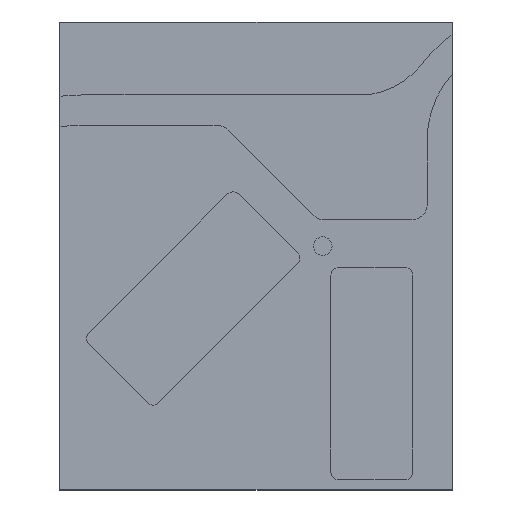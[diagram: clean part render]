
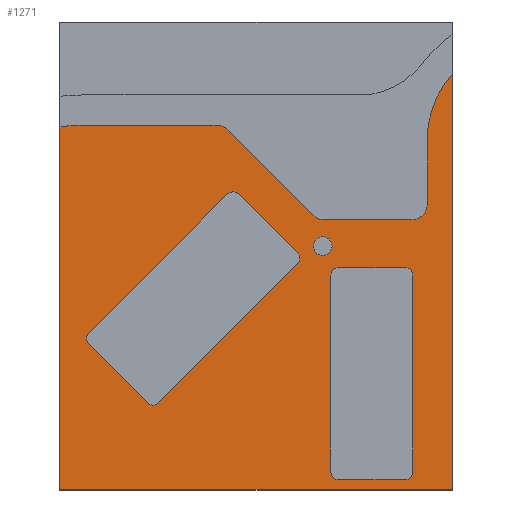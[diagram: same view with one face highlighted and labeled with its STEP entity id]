
A CAD part, top view. The second image highlights one B-rep face of the part: STEP entity #1271.
In plain terms, the highlighted planar face has unit normal (0, 0, 1).
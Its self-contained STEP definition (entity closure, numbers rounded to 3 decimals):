
#972 = VERTEX_POINT('',#973);
#973 = CARTESIAN_POINT('',(177.18,-1878.341,0.5));
#978 = EDGE_CURVE('',#972,#979,#981,.T.);
#979 = VERTEX_POINT('',#980);
#980 = CARTESIAN_POINT('',(177.18,-1890.055,0.5));
#981 = LINE('',#982,#983);
#982 = CARTESIAN_POINT('',(177.18,-1874.959,0.5));
#983 = VECTOR('',#984,1.);
#984 = DIRECTION('',(0.,-1.,0.));
#1252 = EDGE_CURVE('',#979,#1253,#1255,.T.);
#1253 = VERTEX_POINT('',#1254);
#1254 = CARTESIAN_POINT('',(189.828,-1890.055,0.5));
#1255 = LINE('',#1256,#1257);
#1256 = CARTESIAN_POINT('',(177.18,-1890.055,0.5));
#1257 = VECTOR('',#1258,1.);
#1258 = DIRECTION('',(1.,0.,0.));
#1271 = ADVANCED_FACE('',(#1272,#1359,#1429,#1499),#1510,.T.);
#1272 = FACE_BOUND('',#1273,.T.);
#1273 = EDGE_LOOP('',(#1274,#1283,#1284,#1285,#1293,#1302,#1310,#1319,
    #1327,#1336,#1344,#1353));
#1274 = ORIENTED_EDGE('',*,*,#1275,.T.);
#1275 = EDGE_CURVE('',#1276,#972,#1278,.T.);
#1276 = VERTEX_POINT('',#1277);
#1277 = CARTESIAN_POINT('',(177.942,-1878.292,0.5));
#1278 = CIRCLE('',#1279,6.004);
#1279 = AXIS2_PLACEMENT_3D('',#1280,#1281,#1282);
#1280 = CARTESIAN_POINT('',(177.942,-1884.296,0.5));
#1281 = DIRECTION('',(0.,0.,1.));
#1282 = DIRECTION('',(1.,0.,0.));
#1283 = ORIENTED_EDGE('',*,*,#978,.T.);
#1284 = ORIENTED_EDGE('',*,*,#1252,.T.);
#1285 = ORIENTED_EDGE('',*,*,#1286,.T.);
#1286 = EDGE_CURVE('',#1253,#1287,#1289,.T.);
#1287 = VERTEX_POINT('',#1288);
#1288 = CARTESIAN_POINT('',(189.828,-1876.645,0.5));
#1289 = LINE('',#1290,#1291);
#1290 = CARTESIAN_POINT('',(189.828,-1890.055,0.5));
#1291 = VECTOR('',#1292,1.);
#1292 = DIRECTION('',(0.,1.,0.));
#1293 = ORIENTED_EDGE('',*,*,#1294,.T.);
#1294 = EDGE_CURVE('',#1287,#1295,#1297,.T.);
#1295 = VERTEX_POINT('',#1296);
#1296 = CARTESIAN_POINT('',(189.025,-1878.759,0.5));
#1297 = CIRCLE('',#1298,3.185);
#1298 = AXIS2_PLACEMENT_3D('',#1299,#1300,#1301);
#1299 = CARTESIAN_POINT('',(192.21,-1878.759,0.5));
#1300 = DIRECTION('',(0.,0.,1.));
#1301 = DIRECTION('',(1.,0.,0.));
#1302 = ORIENTED_EDGE('',*,*,#1303,.T.);
#1303 = EDGE_CURVE('',#1295,#1304,#1306,.T.);
#1304 = VERTEX_POINT('',#1305);
#1305 = CARTESIAN_POINT('',(189.025,-1880.842,0.5));
#1306 = LINE('',#1307,#1308);
#1307 = CARTESIAN_POINT('',(189.025,-1878.759,0.5));
#1308 = VECTOR('',#1309,1.);
#1309 = DIRECTION('',(0.,-1.,0.));
#1310 = ORIENTED_EDGE('',*,*,#1311,.F.);
#1311 = EDGE_CURVE('',#1312,#1304,#1314,.T.);
#1312 = VERTEX_POINT('',#1313);
#1313 = CARTESIAN_POINT('',(188.527,-1881.34,0.5));
#1314 = CIRCLE('',#1315,0.498);
#1315 = AXIS2_PLACEMENT_3D('',#1316,#1317,#1318);
#1316 = CARTESIAN_POINT('',(188.527,-1880.842,0.5));
#1317 = DIRECTION('',(0.,0.,1.));
#1318 = DIRECTION('',(1.,0.,0.));
#1319 = ORIENTED_EDGE('',*,*,#1320,.T.);
#1320 = EDGE_CURVE('',#1312,#1321,#1323,.T.);
#1321 = VERTEX_POINT('',#1322);
#1322 = CARTESIAN_POINT('',(185.715,-1881.34,0.5));
#1323 = LINE('',#1324,#1325);
#1324 = CARTESIAN_POINT('',(188.527,-1881.34,0.5));
#1325 = VECTOR('',#1326,1.);
#1326 = DIRECTION('',(-1.,0.,0.));
#1327 = ORIENTED_EDGE('',*,*,#1328,.F.);
#1328 = EDGE_CURVE('',#1329,#1321,#1331,.T.);
#1329 = VERTEX_POINT('',#1330);
#1330 = CARTESIAN_POINT('',(185.363,-1881.194,0.5));
#1331 = CIRCLE('',#1332,0.498);
#1332 = AXIS2_PLACEMENT_3D('',#1333,#1334,#1335);
#1333 = CARTESIAN_POINT('',(185.715,-1880.842,0.5));
#1334 = DIRECTION('',(0.,0.,1.));
#1335 = DIRECTION('',(1.,0.,0.));
#1336 = ORIENTED_EDGE('',*,*,#1337,.T.);
#1337 = EDGE_CURVE('',#1329,#1338,#1340,.T.);
#1338 = VERTEX_POINT('',#1339);
#1339 = CARTESIAN_POINT('',(182.613,-1878.444,0.5));
#1340 = LINE('',#1341,#1342);
#1341 = CARTESIAN_POINT('',(185.363,-1881.194,0.5));
#1342 = VECTOR('',#1343,1.);
#1343 = DIRECTION('',(-0.707,0.707,0.));
#1344 = ORIENTED_EDGE('',*,*,#1345,.T.);
#1345 = EDGE_CURVE('',#1338,#1346,#1348,.T.);
#1346 = VERTEX_POINT('',#1347);
#1347 = CARTESIAN_POINT('',(182.246,-1878.292,0.5));
#1348 = CIRCLE('',#1349,0.518);
#1349 = AXIS2_PLACEMENT_3D('',#1350,#1351,#1352);
#1350 = CARTESIAN_POINT('',(182.246,-1878.81,0.5));
#1351 = DIRECTION('',(0.,0.,1.));
#1352 = DIRECTION('',(1.,0.,0.));
#1353 = ORIENTED_EDGE('',*,*,#1354,.T.);
#1354 = EDGE_CURVE('',#1346,#1276,#1355,.T.);
#1355 = LINE('',#1356,#1357);
#1356 = CARTESIAN_POINT('',(182.246,-1878.292,0.5));
#1357 = VECTOR('',#1358,1.);
#1358 = DIRECTION('',(-1.,0.,0.));
#1359 = FACE_BOUND('',#1360,.T.);
#1360 = EDGE_LOOP('',(#1361,#1372,#1380,#1389,#1397,#1406,#1414,#1423));
#1361 = ORIENTED_EDGE('',*,*,#1362,.F.);
#1362 = EDGE_CURVE('',#1363,#1365,#1367,.T.);
#1363 = VERTEX_POINT('',#1364);
#1364 = CARTESIAN_POINT('',(186.165,-1882.884,0.5));
#1365 = VERTEX_POINT('',#1366);
#1366 = CARTESIAN_POINT('',(185.921,-1883.128,0.5));
#1367 = CIRCLE('',#1368,0.244);
#1368 = AXIS2_PLACEMENT_3D('',#1369,#1370,#1371);
#1369 = CARTESIAN_POINT('',(186.165,-1883.128,0.5));
#1370 = DIRECTION('',(0.,0.,1.));
#1371 = DIRECTION('',(1.,0.,0.));
#1372 = ORIENTED_EDGE('',*,*,#1373,.T.);
#1373 = EDGE_CURVE('',#1363,#1374,#1376,.T.);
#1374 = VERTEX_POINT('',#1375);
#1375 = CARTESIAN_POINT('',(188.324,-1882.884,0.5));
#1376 = LINE('',#1377,#1378);
#1377 = CARTESIAN_POINT('',(186.165,-1882.884,0.5));
#1378 = VECTOR('',#1379,1.);
#1379 = DIRECTION('',(1.,0.,0.));
#1380 = ORIENTED_EDGE('',*,*,#1381,.F.);
#1381 = EDGE_CURVE('',#1382,#1374,#1384,.T.);
#1382 = VERTEX_POINT('',#1383);
#1383 = CARTESIAN_POINT('',(188.568,-1883.128,0.5));
#1384 = CIRCLE('',#1385,0.244);
#1385 = AXIS2_PLACEMENT_3D('',#1386,#1387,#1388);
#1386 = CARTESIAN_POINT('',(188.324,-1883.128,0.5));
#1387 = DIRECTION('',(0.,0.,1.));
#1388 = DIRECTION('',(1.,0.,0.));
#1389 = ORIENTED_EDGE('',*,*,#1390,.T.);
#1390 = EDGE_CURVE('',#1382,#1391,#1393,.T.);
#1391 = VERTEX_POINT('',#1392);
#1392 = CARTESIAN_POINT('',(188.568,-1889.478,0.5));
#1393 = LINE('',#1394,#1395);
#1394 = CARTESIAN_POINT('',(188.568,-1883.128,0.5));
#1395 = VECTOR('',#1396,1.);
#1396 = DIRECTION('',(0.,-1.,0.));
#1397 = ORIENTED_EDGE('',*,*,#1398,.F.);
#1398 = EDGE_CURVE('',#1399,#1391,#1401,.T.);
#1399 = VERTEX_POINT('',#1400);
#1400 = CARTESIAN_POINT('',(188.324,-1889.722,0.5));
#1401 = CIRCLE('',#1402,0.244);
#1402 = AXIS2_PLACEMENT_3D('',#1403,#1404,#1405);
#1403 = CARTESIAN_POINT('',(188.324,-1889.478,0.5));
#1404 = DIRECTION('',(0.,0.,1.));
#1405 = DIRECTION('',(1.,0.,0.));
#1406 = ORIENTED_EDGE('',*,*,#1407,.T.);
#1407 = EDGE_CURVE('',#1399,#1408,#1410,.T.);
#1408 = VERTEX_POINT('',#1409);
#1409 = CARTESIAN_POINT('',(186.165,-1889.722,0.5));
#1410 = LINE('',#1411,#1412);
#1411 = CARTESIAN_POINT('',(188.324,-1889.722,0.5));
#1412 = VECTOR('',#1413,1.);
#1413 = DIRECTION('',(-1.,0.,0.));
#1414 = ORIENTED_EDGE('',*,*,#1415,.F.);
#1415 = EDGE_CURVE('',#1416,#1408,#1418,.T.);
#1416 = VERTEX_POINT('',#1417);
#1417 = CARTESIAN_POINT('',(185.921,-1889.478,0.5));
#1418 = CIRCLE('',#1419,0.244);
#1419 = AXIS2_PLACEMENT_3D('',#1420,#1421,#1422);
#1420 = CARTESIAN_POINT('',(186.165,-1889.478,0.5));
#1421 = DIRECTION('',(0.,0.,1.));
#1422 = DIRECTION('',(1.,0.,0.));
#1423 = ORIENTED_EDGE('',*,*,#1424,.T.);
#1424 = EDGE_CURVE('',#1416,#1365,#1425,.T.);
#1425 = LINE('',#1426,#1427);
#1426 = CARTESIAN_POINT('',(185.921,-1889.478,0.5));
#1427 = VECTOR('',#1428,1.);
#1428 = DIRECTION('',(0.,1.,0.));
#1429 = FACE_BOUND('',#1430,.T.);
#1430 = EDGE_LOOP('',(#1431,#1442,#1450,#1459,#1467,#1476,#1484,#1493));
#1431 = ORIENTED_EDGE('',*,*,#1432,.F.);
#1432 = EDGE_CURVE('',#1433,#1435,#1437,.T.);
#1433 = VERTEX_POINT('',#1434);
#1434 = CARTESIAN_POINT('',(180.013,-1887.245,0.5));
#1435 = VERTEX_POINT('',#1436);
#1436 = CARTESIAN_POINT('',(180.358,-1887.245,0.5));
#1437 = CIRCLE('',#1438,0.244);
#1438 = AXIS2_PLACEMENT_3D('',#1439,#1440,#1441);
#1439 = CARTESIAN_POINT('',(180.185,-1887.073,0.5));
#1440 = DIRECTION('',(0.,0.,1.));
#1441 = DIRECTION('',(1.,0.,0.));
#1442 = ORIENTED_EDGE('',*,*,#1443,.T.);
#1443 = EDGE_CURVE('',#1433,#1444,#1446,.T.);
#1444 = VERTEX_POINT('',#1445);
#1445 = CARTESIAN_POINT('',(178.109,-1885.341,0.5));
#1446 = LINE('',#1447,#1448);
#1447 = CARTESIAN_POINT('',(180.013,-1887.245,0.5));
#1448 = VECTOR('',#1449,1.);
#1449 = DIRECTION('',(-0.707,0.707,0.));
#1450 = ORIENTED_EDGE('',*,*,#1451,.F.);
#1451 = EDGE_CURVE('',#1452,#1444,#1454,.T.);
#1452 = VERTEX_POINT('',#1453);
#1453 = CARTESIAN_POINT('',(178.109,-1884.996,0.5));
#1454 = CIRCLE('',#1455,0.244);
#1455 = AXIS2_PLACEMENT_3D('',#1456,#1457,#1458);
#1456 = CARTESIAN_POINT('',(178.281,-1885.169,0.5));
#1457 = DIRECTION('',(0.,0.,1.));
#1458 = DIRECTION('',(1.,0.,0.));
#1459 = ORIENTED_EDGE('',*,*,#1460,.T.);
#1460 = EDGE_CURVE('',#1452,#1461,#1463,.T.);
#1461 = VERTEX_POINT('',#1462);
#1462 = CARTESIAN_POINT('',(182.599,-1880.506,0.5));
#1463 = LINE('',#1464,#1465);
#1464 = CARTESIAN_POINT('',(178.109,-1884.996,0.5));
#1465 = VECTOR('',#1466,1.);
#1466 = DIRECTION('',(0.707,0.707,0.));
#1467 = ORIENTED_EDGE('',*,*,#1468,.F.);
#1468 = EDGE_CURVE('',#1469,#1461,#1471,.T.);
#1469 = VERTEX_POINT('',#1470);
#1470 = CARTESIAN_POINT('',(182.944,-1880.506,0.5));
#1471 = CIRCLE('',#1472,0.244);
#1472 = AXIS2_PLACEMENT_3D('',#1473,#1474,#1475);
#1473 = CARTESIAN_POINT('',(182.771,-1880.679,0.5));
#1474 = DIRECTION('',(0.,0.,1.));
#1475 = DIRECTION('',(1.,0.,0.));
#1476 = ORIENTED_EDGE('',*,*,#1477,.T.);
#1477 = EDGE_CURVE('',#1469,#1478,#1480,.T.);
#1478 = VERTEX_POINT('',#1479);
#1479 = CARTESIAN_POINT('',(184.848,-1882.41,0.5));
#1480 = LINE('',#1481,#1482);
#1481 = CARTESIAN_POINT('',(182.944,-1880.506,0.5));
#1482 = VECTOR('',#1483,1.);
#1483 = DIRECTION('',(0.707,-0.707,0.));
#1484 = ORIENTED_EDGE('',*,*,#1485,.F.);
#1485 = EDGE_CURVE('',#1486,#1478,#1488,.T.);
#1486 = VERTEX_POINT('',#1487);
#1487 = CARTESIAN_POINT('',(184.848,-1882.755,0.5));
#1488 = CIRCLE('',#1489,0.244);
#1489 = AXIS2_PLACEMENT_3D('',#1490,#1491,#1492);
#1490 = CARTESIAN_POINT('',(184.675,-1882.582,0.5));
#1491 = DIRECTION('',(0.,0.,1.));
#1492 = DIRECTION('',(1.,0.,0.));
#1493 = ORIENTED_EDGE('',*,*,#1494,.T.);
#1494 = EDGE_CURVE('',#1486,#1435,#1495,.T.);
#1495 = LINE('',#1496,#1497);
#1496 = CARTESIAN_POINT('',(184.848,-1882.755,0.5));
#1497 = VECTOR('',#1498,1.);
#1498 = DIRECTION('',(-0.707,-0.707,0.));
#1499 = FACE_BOUND('',#1500,.T.);
#1500 = EDGE_LOOP('',(#1501));
#1501 = ORIENTED_EDGE('',*,*,#1502,.F.);
#1502 = EDGE_CURVE('',#1503,#1503,#1505,.T.);
#1503 = VERTEX_POINT('',#1504);
#1504 = CARTESIAN_POINT('',(185.957,-1882.188,0.5));
#1505 = CIRCLE('',#1506,0.3);
#1506 = AXIS2_PLACEMENT_3D('',#1507,#1508,#1509);
#1507 = CARTESIAN_POINT('',(185.657,-1882.188,0.5));
#1508 = DIRECTION('',(0.,0.,1.));
#1509 = DIRECTION('',(1.,0.,0.));
#1510 = PLANE('',#1511);
#1511 = AXIS2_PLACEMENT_3D('',#1512,#1513,#1514);
#1512 = CARTESIAN_POINT('',(183.504,-1882.507,0.5));
#1513 = DIRECTION('',(0.,0.,1.));
#1514 = DIRECTION('',(1.,0.,0.));
